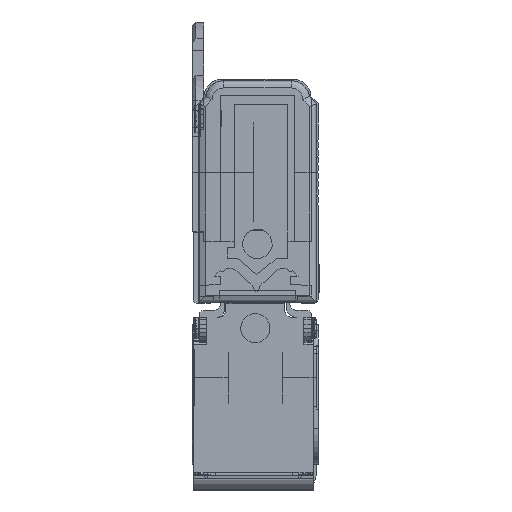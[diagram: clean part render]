
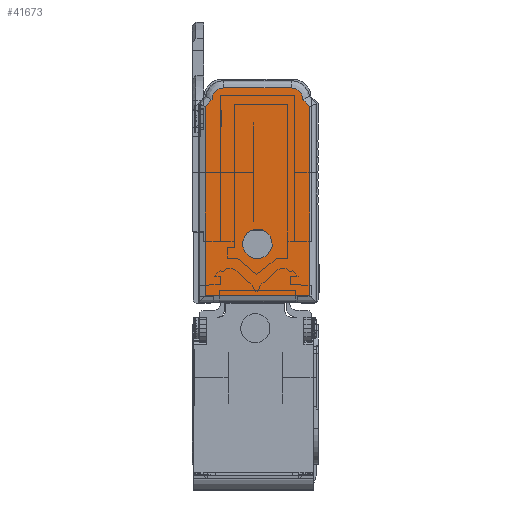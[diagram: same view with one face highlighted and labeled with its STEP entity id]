
A CAD part, front view. The second image highlights one B-rep face of the part: STEP entity #41673.
In plain terms, the highlighted planar face has unit normal (0, -1, 0).
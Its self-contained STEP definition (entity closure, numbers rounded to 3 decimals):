
#41477=AXIS2_PLACEMENT_3D('Circle Axis2P3D',#41475,#41476,$) ;
#41518=AXIS2_PLACEMENT_3D('Circle Axis2P3D',#41516,#41517,$) ;
#41643=AXIS2_PLACEMENT_3D('Plane Axis2P3D',#41640,#41641,#41642) ;
#41657=AXIS2_PLACEMENT_3D('Circle Axis2P3D',#41655,#41656,$) ;
#41666=AXIS2_PLACEMENT_3D('Circle Axis2P3D',#41664,#41665,$) ;
#40725=CARTESIAN_POINT('Vertex',(7.3,0.,18.886)) ;
#40735=CARTESIAN_POINT('Vertex',(6.33,0.,19.855)) ;
#40738=CARTESIAN_POINT('Line Origine',(6.963,0.,19.222)) ;
#40768=CARTESIAN_POINT('Vertex',(7.3,0.,-7.5)) ;
#40771=CARTESIAN_POINT('Line Origine',(7.3,0.,5.39)) ;
#40801=CARTESIAN_POINT('Vertex',(-7.3,0.,-7.5)) ;
#40804=CARTESIAN_POINT('Line Origine',(0.,0.,-7.5)) ;
#40828=CARTESIAN_POINT('Vertex',(-7.3,0.,18.886)) ;
#40831=CARTESIAN_POINT('Line Origine',(-7.3,0.,5.39)) ;
#41472=CARTESIAN_POINT('Vertex',(4.731,0.,21.5)) ;
#41475=CARTESIAN_POINT('Axis2P3D Location',(4.731,0.,19.9)) ;
#41496=CARTESIAN_POINT('Vertex',(-4.731,0.,21.5)) ;
#41499=CARTESIAN_POINT('Line Origine',(0.,0.,21.5)) ;
#41516=CARTESIAN_POINT('Axis2P3D Location',(-4.731,0.,19.9)) ;
#41520=CARTESIAN_POINT('Vertex',(-6.33,0.,19.855)) ;
#41543=CARTESIAN_POINT('Line Origine',(-6.963,0.,19.222)) ;
#41640=CARTESIAN_POINT('Axis2P3D Location',(0.,0.,0.)) ;
#41655=CARTESIAN_POINT('Axis2P3D Location',(0.,0.,-0.3)) ;
#41659=CARTESIAN_POINT('Vertex',(-1.814,0.,0.691)) ;
#41661=CARTESIAN_POINT('Vertex',(1.814,0.,-1.291)) ;
#41664=CARTESIAN_POINT('Axis2P3D Location',(0.,0.,-0.3)) ;
#40739=DIRECTION('Vector Direction',(-0.707,0.,0.707)) ;
#40772=DIRECTION('Vector Direction',(0.,0.,1.)) ;
#40805=DIRECTION('Vector Direction',(1.,0.,0.)) ;
#40832=DIRECTION('Vector Direction',(0.,0.,-1.)) ;
#41476=DIRECTION('Axis2P3D Direction',(0.,1.,-0.)) ;
#41500=DIRECTION('Vector Direction',(-1.,0.,0.)) ;
#41517=DIRECTION('Axis2P3D Direction',(-0.,1.,0.)) ;
#41544=DIRECTION('Vector Direction',(0.707,0.,0.707)) ;
#41641=DIRECTION('Axis2P3D Direction',(0.,1.,0.)) ;
#41642=DIRECTION('Axis2P3D XDirection',(0.,0.,1.)) ;
#41656=DIRECTION('Axis2P3D Direction',(0.,1.,0.)) ;
#41665=DIRECTION('Axis2P3D Direction',(0.,1.,0.)) ;
#40740=VECTOR('Line Direction',#40739,1.) ;
#40773=VECTOR('Line Direction',#40772,1.) ;
#40806=VECTOR('Line Direction',#40805,1.) ;
#40833=VECTOR('Line Direction',#40832,1.) ;
#41501=VECTOR('Line Direction',#41500,1.) ;
#41545=VECTOR('Line Direction',#41544,1.) ;
#41646=ORIENTED_EDGE('',*,*,#40742,.F.) ;
#41647=ORIENTED_EDGE('',*,*,#41479,.F.) ;
#41648=ORIENTED_EDGE('',*,*,#41503,.F.) ;
#41649=ORIENTED_EDGE('',*,*,#41522,.F.) ;
#41650=ORIENTED_EDGE('',*,*,#41547,.F.) ;
#41651=ORIENTED_EDGE('',*,*,#40835,.F.) ;
#41652=ORIENTED_EDGE('',*,*,#40808,.F.) ;
#41653=ORIENTED_EDGE('',*,*,#40775,.F.) ;
#41670=ORIENTED_EDGE('',*,*,#41663,.T.) ;
#41671=ORIENTED_EDGE('',*,*,#41668,.T.) ;
#41672=FACE_BOUND('',#41669,.T.) ;
#41673=ADVANCED_FACE('\X2\FF8EFF9EFF83FF9EFF68FF70\X0\.2',(#41654,#41672),#41644,.F.) ;
#41478=CIRCLE('generated circle',#41477,1.6) ;
#41519=CIRCLE('generated circle',#41518,1.6) ;
#41658=CIRCLE('generated circle',#41657,2.067) ;
#41667=CIRCLE('generated circle',#41666,2.067) ;
#40742=EDGE_CURVE('',#40736,#40726,#40741,.F.) ;
#40775=EDGE_CURVE('',#40726,#40769,#40774,.F.) ;
#40808=EDGE_CURVE('',#40769,#40802,#40807,.F.) ;
#40835=EDGE_CURVE('',#40802,#40829,#40834,.F.) ;
#41479=EDGE_CURVE('',#41473,#40736,#41478,.T.) ;
#41503=EDGE_CURVE('',#41497,#41473,#41502,.F.) ;
#41522=EDGE_CURVE('',#41521,#41497,#41519,.T.) ;
#41547=EDGE_CURVE('',#40829,#41521,#41546,.T.) ;
#41663=EDGE_CURVE('',#41660,#41662,#41658,.T.) ;
#41668=EDGE_CURVE('',#41662,#41660,#41667,.T.) ;
#41645=EDGE_LOOP('',(#41646,#41647,#41648,#41649,#41650,#41651,#41652,#41653)) ;
#41669=EDGE_LOOP('',(#41670,#41671)) ;
#41654=FACE_OUTER_BOUND('',#41645,.T.) ;
#40741=LINE('Line',#40738,#40740) ;
#40774=LINE('Line',#40771,#40773) ;
#40807=LINE('Line',#40804,#40806) ;
#40834=LINE('Line',#40831,#40833) ;
#41502=LINE('Line',#41499,#41501) ;
#41546=LINE('Line',#41543,#41545) ;
#41644=PLANE('Plane',#41643) ;
#40726=VERTEX_POINT('',#40725) ;
#40736=VERTEX_POINT('',#40735) ;
#40769=VERTEX_POINT('',#40768) ;
#40802=VERTEX_POINT('',#40801) ;
#40829=VERTEX_POINT('',#40828) ;
#41473=VERTEX_POINT('',#41472) ;
#41497=VERTEX_POINT('',#41496) ;
#41521=VERTEX_POINT('',#41520) ;
#41660=VERTEX_POINT('',#41659) ;
#41662=VERTEX_POINT('',#41661) ;
